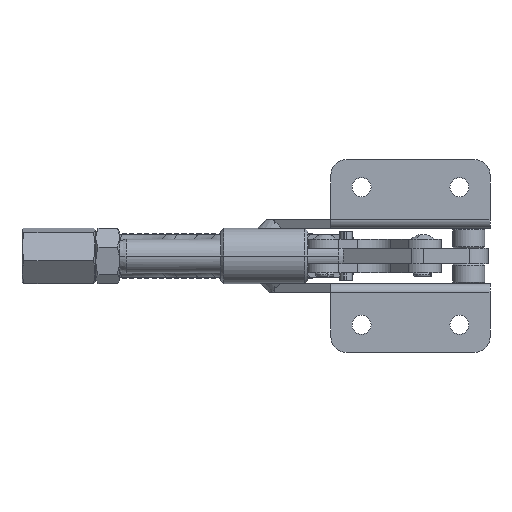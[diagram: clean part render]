
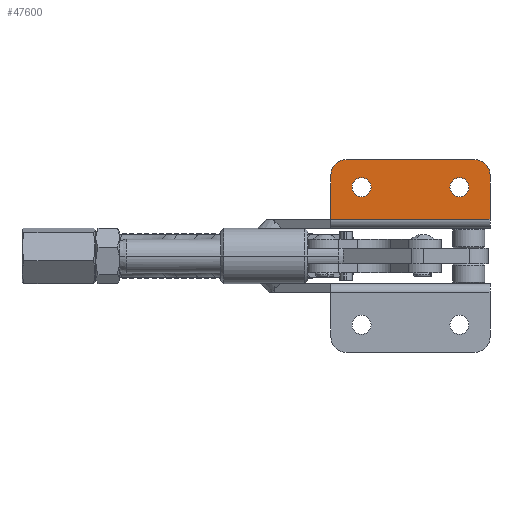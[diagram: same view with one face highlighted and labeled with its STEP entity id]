
A CAD part, front view. The second image highlights one B-rep face of the part: STEP entity #47600.
In plain terms, the highlighted planar face has unit normal (0, -1, 0).
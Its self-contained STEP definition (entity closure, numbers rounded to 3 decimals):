
#47157 = EDGE_CURVE ( 'NONE', #47159, #47161, #63351, .T. ) ;
#47159 = VERTEX_POINT ( 'NONE', #63346 ) ;
#47161 = VERTEX_POINT ( 'NONE', #63399 ) ;
#47258 = EDGE_CURVE ( 'NONE', #47262, #47286, #63452, .T. ) ;
#47262 = VERTEX_POINT ( 'NONE', #63475 ) ;
#47286 = VERTEX_POINT ( 'NONE', #63517 ) ;
#47507 = EDGE_CURVE ( 'NONE', #47286, #47262, #63945, .T. ) ;
#47517 = EDGE_CURVE ( 'NONE', #47622, #47624, #63943, .T. ) ;
#47578 = EDGE_CURVE ( 'NONE', #47724, #47602, #64027, .T. ) ;
#47581 = ORIENTED_EDGE ( 'NONE', *, *, #47517, .T. ) ;
#47582 = ORIENTED_EDGE ( 'NONE', *, *, #47578, .F. ) ;
#47584 = EDGE_CURVE ( 'NONE', #47724, #47622, #64005, .T. ) ;
#47587 = ORIENTED_EDGE ( 'NONE', *, *, #47584, .T. ) ;
#47590 = EDGE_CURVE ( 'NONE', #47624, #47611, #64002, .T. ) ;
#47598 = EDGE_LOOP ( 'NONE', ( #47606, #47719, #47582, #47587, #47581, #47703 ) ) ;
#47600 = ADVANCED_FACE ( 'NONE', ( #64058, #64010, #64062 ), #64044, .F. ) ;
#47602 = VERTEX_POINT ( 'NONE', #64063 ) ;
#47603 = ORIENTED_EDGE ( 'NONE', *, *, #47507, .T. ) ;
#47606 = ORIENTED_EDGE ( 'NONE', *, *, #47617, .F. ) ;
#47608 = ORIENTED_EDGE ( 'NONE', *, *, #47258, .T. ) ;
#47610 = EDGE_CURVE ( 'NONE', #47161, #47159, #64043, .T. ) ;
#47611 = VERTEX_POINT ( 'NONE', #64041 ) ;
#47615 = ORIENTED_EDGE ( 'NONE', *, *, #47157, .T. ) ;
#47617 = EDGE_CURVE ( 'NONE', #47642, #47611, #64040, .T. ) ;
#47620 = EDGE_LOOP ( 'NONE', ( #47644, #47615 ) ) ;
#47622 = VERTEX_POINT ( 'NONE', #64097 ) ;
#47624 = VERTEX_POINT ( 'NONE', #64048 ) ;
#47630 = EDGE_LOOP ( 'NONE', ( #47603, #47608 ) ) ;
#47642 = VERTEX_POINT ( 'NONE', #64035 ) ;
#47644 = ORIENTED_EDGE ( 'NONE', *, *, #47610, .T. ) ;
#47703 = ORIENTED_EDGE ( 'NONE', *, *, #47590, .T. ) ;
#47719 = ORIENTED_EDGE ( 'NONE', *, *, #47720, .T. ) ;
#47720 = EDGE_CURVE ( 'NONE', #47642, #47602, #64104, .T. ) ;
#47724 = VERTEX_POINT ( 'NONE', #64131 ) ;
#63313 = CARTESIAN_POINT ( 'NONE',  ( -3., -20., 13.5 ) ) ;
#63333 = AXIS2_PLACEMENT_3D ( 'NONE', #63313, #63398, #63397 ) ;
#63346 = CARTESIAN_POINT ( 'NONE',  ( 0.1, -20., 13.5 ) ) ;
#63351 = CIRCLE ( 'NONE', #63333, 3.1 ) ;
#63397 = DIRECTION ( 'NONE',  ( -1., 0., 0. ) ) ;
#63398 = DIRECTION ( 'NONE',  ( 0., 1., 0. ) ) ;
#63399 = CARTESIAN_POINT ( 'NONE',  ( -6.1, -20., 13.5 ) ) ;
#63452 = CIRCLE ( 'NONE', #63480, 3.1 ) ;
#63472 = DIRECTION ( 'NONE',  ( -1., 0., 0. ) ) ;
#63473 = DIRECTION ( 'NONE',  ( 0., 1., 0. ) ) ;
#63475 = CARTESIAN_POINT ( 'NONE',  ( -31.9, -20., 13.5 ) ) ;
#63480 = AXIS2_PLACEMENT_3D ( 'NONE', #63485, #63473, #63472 ) ;
#63485 = CARTESIAN_POINT ( 'NONE',  ( -35., -20., 13.5 ) ) ;
#63517 = CARTESIAN_POINT ( 'NONE',  ( -38.1, -20., 13.5 ) ) ;
#63938 = AXIS2_PLACEMENT_3D ( 'NONE', #64001, #64000, #63999 ) ;
#63943 = LINE ( 'NONE', #63988, #63987 ) ;
#63945 = CIRCLE ( 'NONE', #63938, 3.1 ) ;
#63986 = DIRECTION ( 'NONE',  ( 0., 0., -1. ) ) ;
#63987 = VECTOR ( 'NONE', #63986, 1000. ) ;
#63988 = CARTESIAN_POINT ( 'NONE',  ( -45., -20., 3. ) ) ;
#63999 = DIRECTION ( 'NONE',  ( -1., 0., 0. ) ) ;
#64000 = DIRECTION ( 'NONE',  ( 0., 1., 0. ) ) ;
#64001 = CARTESIAN_POINT ( 'NONE',  ( -35., -20., 13.5 ) ) ;
#64002 = LINE ( 'NONE', #64057, #64056 ) ;
#64003 = AXIS2_PLACEMENT_3D ( 'NONE', #64006, #64047, #64054 ) ;
#64005 = CIRCLE ( 'NONE', #64016, 5. ) ;
#64006 = CARTESIAN_POINT ( 'NONE',  ( 7., -20., 3. ) ) ;
#64007 = DIRECTION ( 'NONE',  ( 1., 0., 0. ) ) ;
#64008 = VECTOR ( 'NONE', #64007, 1000. ) ;
#64009 = CARTESIAN_POINT ( 'NONE',  ( -45., -20., 22.5 ) ) ;
#64010 = FACE_BOUND ( 'NONE', #47620, .T. ) ;
#64016 = AXIS2_PLACEMENT_3D ( 'NONE', #64021, #64065, #64064 ) ;
#64021 = CARTESIAN_POINT ( 'NONE',  ( -40., -20., 17.5 ) ) ;
#64027 = LINE ( 'NONE', #64009, #64008 ) ;
#64035 = CARTESIAN_POINT ( 'NONE',  ( 7., -20., 17.5 ) ) ;
#64036 = DIRECTION ( 'NONE',  ( -1., 0., 0. ) ) ;
#64037 = DIRECTION ( 'NONE',  ( 0., 1., 0. ) ) ;
#64038 = CARTESIAN_POINT ( 'NONE',  ( -3., -20., 13.5 ) ) ;
#64039 = CARTESIAN_POINT ( 'NONE',  ( 7., -20., 3. ) ) ;
#64040 = LINE ( 'NONE', #64039, #64046 ) ;
#64041 = CARTESIAN_POINT ( 'NONE',  ( 7., -20., 3. ) ) ;
#64043 = CIRCLE ( 'NONE', #64045, 3.1 ) ;
#64044 = PLANE ( 'NONE',  #64003 ) ;
#64045 = AXIS2_PLACEMENT_3D ( 'NONE', #64038, #64037, #64036 ) ;
#64046 = VECTOR ( 'NONE', #64096, 1000. ) ;
#64047 = DIRECTION ( 'NONE',  ( 0., 1., 0. ) ) ;
#64048 = CARTESIAN_POINT ( 'NONE',  ( -45., -20., 3. ) ) ;
#64054 = DIRECTION ( 'NONE',  ( -1., 0., 0. ) ) ;
#64055 = DIRECTION ( 'NONE',  ( 1., 0., 0. ) ) ;
#64056 = VECTOR ( 'NONE', #64055, 1000. ) ;
#64057 = CARTESIAN_POINT ( 'NONE',  ( 7., -20., 3. ) ) ;
#64058 = FACE_BOUND ( 'NONE', #47630, .T. ) ;
#64062 = FACE_OUTER_BOUND ( 'NONE', #47598, .T. ) ;
#64063 = CARTESIAN_POINT ( 'NONE',  ( 2., -20., 22.5 ) ) ;
#64064 = DIRECTION ( 'NONE',  ( -1., 0., 0. ) ) ;
#64065 = DIRECTION ( 'NONE',  ( 0., -1., 0. ) ) ;
#64096 = DIRECTION ( 'NONE',  ( 0., 0., -1. ) ) ;
#64097 = CARTESIAN_POINT ( 'NONE',  ( -45., -20., 17.5 ) ) ;
#64104 = CIRCLE ( 'NONE', #64157, 5. ) ;
#64131 = CARTESIAN_POINT ( 'NONE',  ( -40., -20., 22.5 ) ) ;
#64154 = DIRECTION ( 'NONE',  ( -1., 0., 0. ) ) ;
#64155 = DIRECTION ( 'NONE',  ( 0., -1., 0. ) ) ;
#64156 = CARTESIAN_POINT ( 'NONE',  ( 2., -20., 17.5 ) ) ;
#64157 = AXIS2_PLACEMENT_3D ( 'NONE', #64156, #64155, #64154 ) ;
